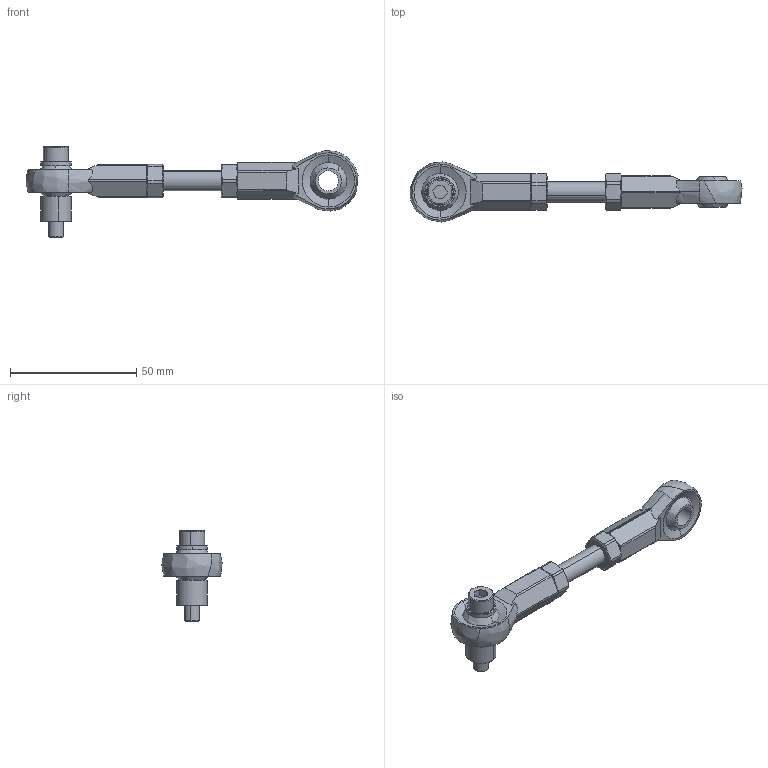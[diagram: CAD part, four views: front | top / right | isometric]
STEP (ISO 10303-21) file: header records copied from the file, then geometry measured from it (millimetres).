
FILE_DESCRIPTION (( 'STEP AP203' ), '1' );
FILE_NAME ('M034_M9230-04-xxxx.STEP', '2018-05-30T08:40:28', ( '' ), ( '' ), 'SwSTEP 2.0', 'SolidWorks 2016', '' );
FILE_SCHEMA (( 'CONFIG_CONTROL_DESIGN' ));
Length unit declared in the file: millimetre
Products named in the file (1): M034_M9230-04-xxxx
Bounding box: 131.67 x 23.88 x 36 mm (x, y, z)
Surface area: 9661.4 mm2 (no closed solid volume)
Topology: 0 solids, 10 shells, 145 faces, 409 edges, 270 vertices
Faces by surface type: plane 50, cylinder 38, bspline 33, cone 18, torus 6
Entity records: 5067 total; most frequent: CARTESIAN_POINT 1364, ORIENTED_EDGE 766, DIRECTION 758, EDGE_CURVE 409, AXIS2_PLACEMENT_3D 300, VERTEX_POINT 270, CIRCLE 187, EDGE_LOOP 159
